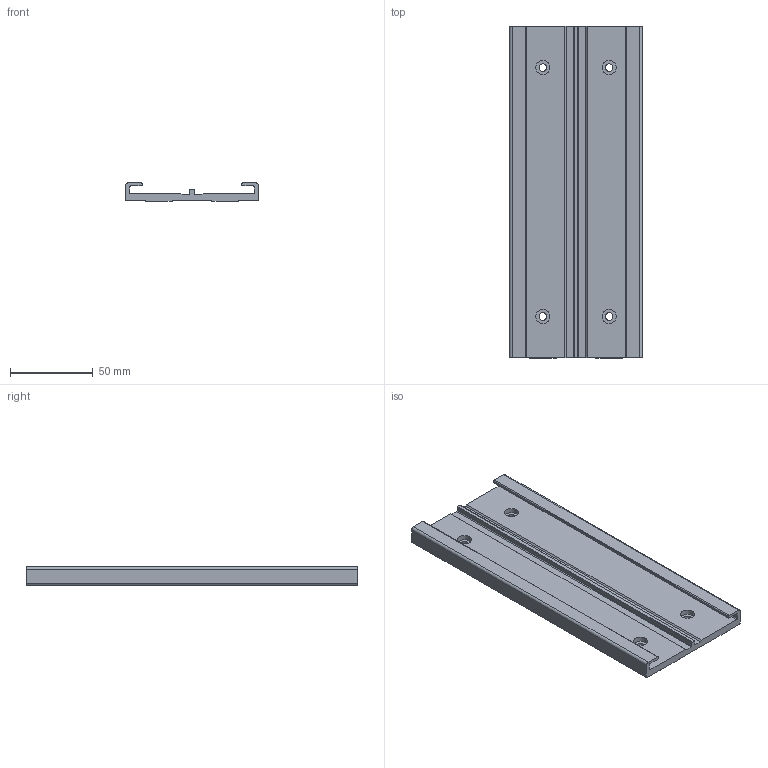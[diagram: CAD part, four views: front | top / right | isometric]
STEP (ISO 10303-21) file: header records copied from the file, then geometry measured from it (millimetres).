
FILE_DESCRIPTION(('STEP AP214'),'1');
FILE_NAME('NS_01_80_200_1.stp','2017-10-29T18:48:36',('igus GmbH'),(''),'Spatial InterOp 3D',' ',' ');
FILE_SCHEMA(('AUTOMOTIVE_DESIGN'));
Length unit declared in the file: millimetre
Products named in the file (1): 2017_10_29__19-48-36-880
Bounding box: 80 x 200 x 11 mm (x, y, z)
Volume: 83602.6 mm3; surface area: 46869.8 mm2
Topology: 1 solids, 1 shells, 64 faces, 174 edges, 116 vertices
Faces by surface type: plane 34, cylinder 30
Entity records: 2590 total; most frequent: DIRECTION 364, CARTESIAN_POINT 355, ORIENTED_EDGE 348, EDGE_CURVE 174, AXIS2_PLACEMENT_3D 125, VERTEX_POINT 116, LINE 114, VECTOR 114
